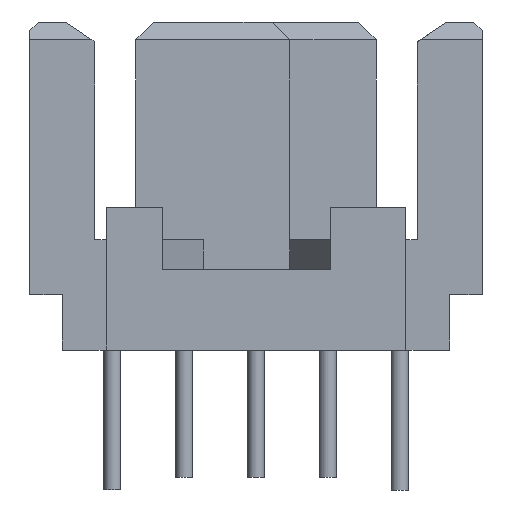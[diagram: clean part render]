
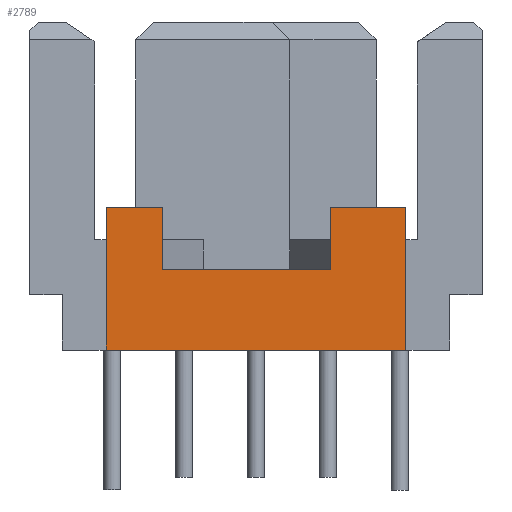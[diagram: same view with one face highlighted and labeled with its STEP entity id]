
A CAD part, front view. The second image highlights one B-rep face of the part: STEP entity #2789.
In plain terms, the highlighted free-form (B-spline) face has degree [1, 1] with [2, 2] control points.
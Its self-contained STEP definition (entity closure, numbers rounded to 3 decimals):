
#2177=CARTESIAN_POINT('',(-5.3,-86.82,5.05));
#2178=VERTEX_POINT('',#2177);
#2184=CARTESIAN_POINT('',(-3.307,-86.82,5.05));
#2185=VERTEX_POINT('',#2184);
#2186=CARTESIAN_POINT('',(-5.3,-86.82,5.05));
#2187=CARTESIAN_POINT('',(-3.307,-86.82,5.05));
#2188=QUASI_UNIFORM_CURVE('',1,(#2186,#2187),.UNSPECIFIED.,.F.,.U.);
#2189=EDGE_CURVE('',#2178,#2185,#2188,.T.);
#2646=CARTESIAN_POINT('',(-3.307,-86.82,2.85));
#2647=VERTEX_POINT('',#2646);
#2648=CARTESIAN_POINT('',(-3.307,-86.82,5.05));
#2649=CARTESIAN_POINT('',(-3.307,-86.82,2.85));
#2650=QUASI_UNIFORM_CURVE('',1,(#2648,#2649),.UNSPECIFIED.,.F.,.U.);
#2651=EDGE_CURVE('',#2185,#2647,#2650,.T.);
#2702=CARTESIAN_POINT('',(2.643,-86.82,5.05));
#2703=VERTEX_POINT('',#2702);
#2704=CARTESIAN_POINT('',(5.3,-86.82,5.05));
#2705=VERTEX_POINT('',#2704);
#2706=CARTESIAN_POINT('',(2.643,-86.82,5.05));
#2707=CARTESIAN_POINT('',(5.3,-86.82,5.05));
#2708=B_SPLINE_CURVE_WITH_KNOTS('',1,(#2706,#2707),.UNSPECIFIED.,.F.,.U.,(2,2),(0.0,1.208),.UNSPECIFIED.);
#2709=EDGE_CURVE('',#2703,#2705,#2708,.T.);
#2730=CARTESIAN_POINT('',(2.643,-86.82,2.85));
#2731=VERTEX_POINT('',#2730);
#2732=CARTESIAN_POINT('',(2.643,-86.82,2.85));
#2733=CARTESIAN_POINT('',(2.643,-86.82,5.05));
#2734=QUASI_UNIFORM_CURVE('',1,(#2732,#2733),.UNSPECIFIED.,.F.,.U.);
#2735=EDGE_CURVE('',#2731,#2703,#2734,.T.);
#2754=CARTESIAN_POINT('',(5.4,-86.82,-0.1));
#2755=CARTESIAN_POINT('',(-5.4,-86.82,-0.1));
#2756=CARTESIAN_POINT('',(5.4,-86.82,5.15));
#2757=CARTESIAN_POINT('',(-5.4,-86.82,5.15));
#2758=B_SPLINE_SURFACE_WITH_KNOTS('',1,1,((#2754,#2756),(#2755,#2757)),.UNSPECIFIED.,.F.,.F.,.U.,(2,2),(2,2),(0.0,2.057),(0.0,1.0),.UNSPECIFIED.);
#2759=CARTESIAN_POINT('',(-3.307,-86.82,2.85));
#2760=CARTESIAN_POINT('',(2.643,-86.82,2.85));
#2761=B_SPLINE_CURVE_WITH_KNOTS('',1,(#2759,#2760),.UNSPECIFIED.,.F.,.U.,(2,2),(0.699,2.787),.UNSPECIFIED.);
#2762=EDGE_CURVE('',#2647,#2731,#2761,.T.);
#2763=ORIENTED_EDGE('',*,*,#2762,.F.);
#2764=ORIENTED_EDGE('',*,*,#2651,.F.);
#2765=ORIENTED_EDGE('',*,*,#2189,.F.);
#2766=CARTESIAN_POINT('',(-5.3,-86.82,0.));
#2767=VERTEX_POINT('',#2766);
#2768=CARTESIAN_POINT('',(-5.3,-86.82,0.));
#2769=CARTESIAN_POINT('',(-5.3,-86.82,5.05));
#2770=QUASI_UNIFORM_CURVE('',1,(#2768,#2769),.UNSPECIFIED.,.F.,.U.);
#2771=EDGE_CURVE('',#2767,#2178,#2770,.T.);
#2772=ORIENTED_EDGE('',*,*,#2771,.F.);
#2773=CARTESIAN_POINT('',(5.3,-86.82,0.));
#2774=VERTEX_POINT('',#2773);
#2775=CARTESIAN_POINT('',(5.3,-86.82,0.));
#2776=CARTESIAN_POINT('',(-5.3,-86.82,0.));
#2777=B_SPLINE_CURVE_WITH_KNOTS('',1,(#2775,#2776),.UNSPECIFIED.,.F.,.U.,(2,2),(0.0,3.719),.UNSPECIFIED.);
#2778=EDGE_CURVE('',#2774,#2767,#2777,.T.);
#2779=ORIENTED_EDGE('',*,*,#2778,.F.);
#2780=CARTESIAN_POINT('',(5.3,-86.82,0.));
#2781=CARTESIAN_POINT('',(5.3,-86.82,5.05));
#2782=QUASI_UNIFORM_CURVE('',1,(#2780,#2781),.UNSPECIFIED.,.F.,.U.);
#2783=EDGE_CURVE('',#2774,#2705,#2782,.T.);
#2784=ORIENTED_EDGE('',*,*,#2783,.T.);
#2785=ORIENTED_EDGE('',*,*,#2709,.F.);
#2786=ORIENTED_EDGE('',*,*,#2735,.F.);
#2787=EDGE_LOOP('',(#2763,#2764,#2765,#2772,#2779,#2784,#2785,#2786));
#2788=FACE_OUTER_BOUND('',#2787,.T.);
#2789=ADVANCED_FACE('',(#2788),#2758,.F.);
